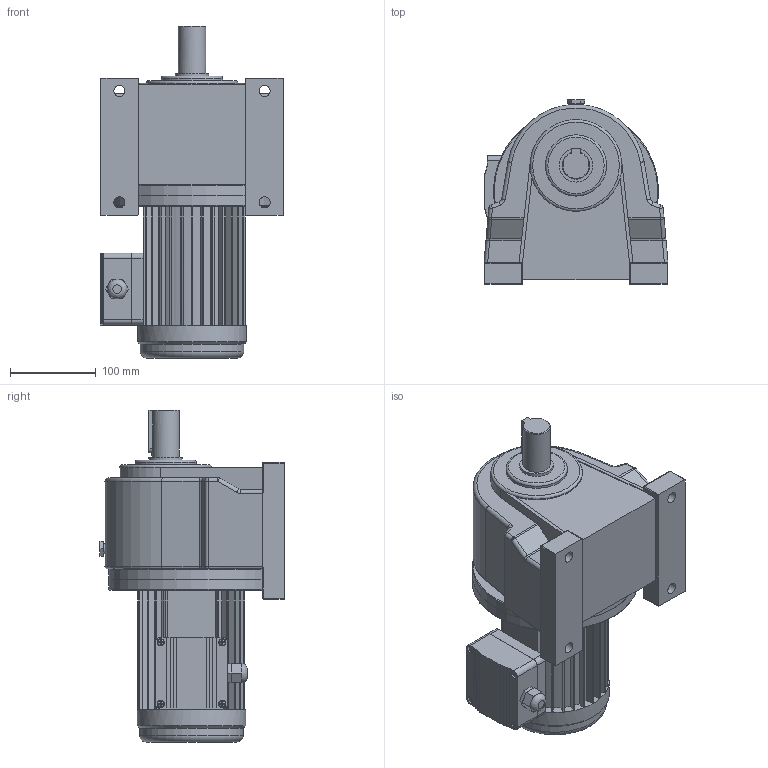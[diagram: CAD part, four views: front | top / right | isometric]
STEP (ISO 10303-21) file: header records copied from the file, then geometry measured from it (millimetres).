
FILE_DESCRIPTION(/* description */ (''),/* implementation_level */ '2;1');
FILE_NAME(/* name */ 'GH卧式附三相、单相铝壳（刹车）齿轮减速马达[GH-32-400W-100-S-G1-LD-HO].stp',/* time_stamp */ '2022-01-11T09:25:43+08:00',/* author */ ('Administrator'),/* organization */ (''),/* preprocessor_version */ 'ST-DEVELOPER v15.2',/* originating_system */ 'Autodesk Inventor 2014',/* authorisation */ '');
FILE_SCHEMA (('AUTOMOTIVE_DESIGN { 1 0 10303 214 3 1 1 }'));
Length unit declared in the file: millimetre
Products named in the file (3): STP_32_400W 1u2HP___G1_LD__HO_2__2; STP_32_400W 1u2HP___G1_LD__HO_2__2_1; [GH-32-400W-100-S-G1-LD-HO]
Bounding box: 215 x 215.35 x 388 mm (x, y, z)
Volume: 7094619.3 mm3; surface area: 442236.9 mm2
Topology: 5 solids, 5 shells, 608 faces, 1534 edges, 990 vertices
Faces by surface type: plane 484, cylinder 86, torus 17, sphere 16, bspline 3, cone 2
Full cylindrical faces by diameter (mm): 8 x4, 8.5 x4, 11.587 x1, 13 x4, 32 x1, 39 x1, 71.5 x1, 107.95 x1, 121 x1, 127 x1, 193.03 x1, 193.23 x2
Entity records: 17927 total; most frequent: CARTESIAN_POINT 3241, DIRECTION 2983, ORIENTED_EDGE 2962, EDGE_CURVE 1481, LINE 1173, VECTOR 1173, VERTEX_POINT 981, AXIS2_PLACEMENT_3D 905
